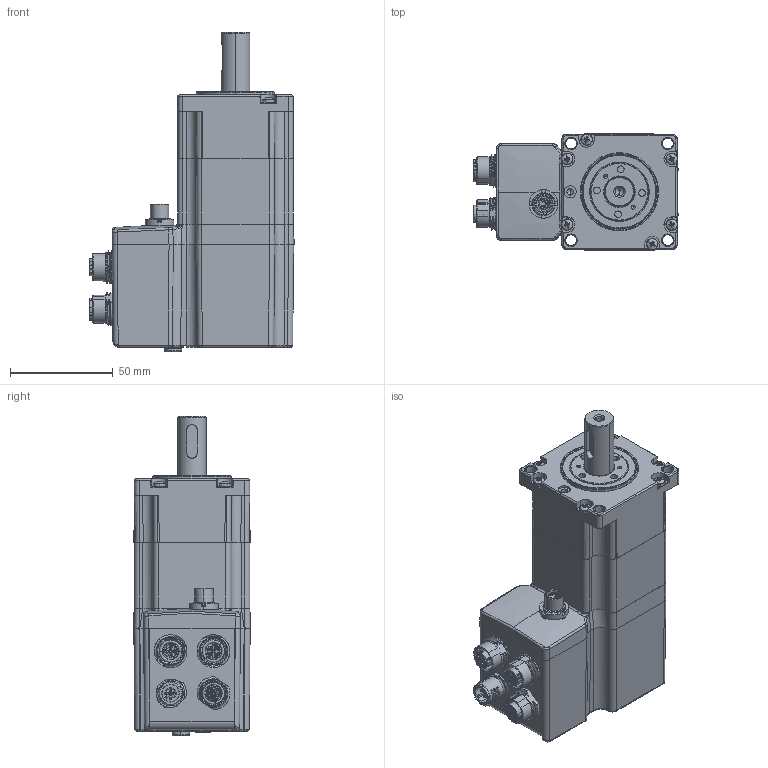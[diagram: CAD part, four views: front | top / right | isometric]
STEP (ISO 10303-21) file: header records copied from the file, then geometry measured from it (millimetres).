
FILE_DESCRIPTION (( 'STEP AP214' ), '1' );
FILE_NAME ('MIS231S49 R2.STEP', '2021-03-29T14:49:21', ( '' ), ( '' ), 'SwSTEP 2.0', 'SolidWorks 2020', '' );
FILE_SCHEMA (( 'AUTOMOTIVE_DESIGN' ));
Length unit declared in the file: millimetre
Products named in the file (1): MIS231S49 R2
Bounding box: 99.82 x 56.67 x 155.7 mm (x, y, z)
Volume: 446154.9 mm3; surface area: 53146.4 mm2
Topology: 2 solids, 13 shells, 2144 faces, 5427 edges, 3380 vertices
Faces by surface type: plane 906, cylinder 546, cone 278, bspline 253, torus 133, sphere 28
Entity records: 115000 total; most frequent: CARTESIAN_POINT 42636, ORIENTED_EDGE 10782, DIRECTION 9401, EDGE_CURVE 5391, AXIS2_PLACEMENT_3D 3455, VERTEX_POINT 3380, LINE 2491, VECTOR 2491
